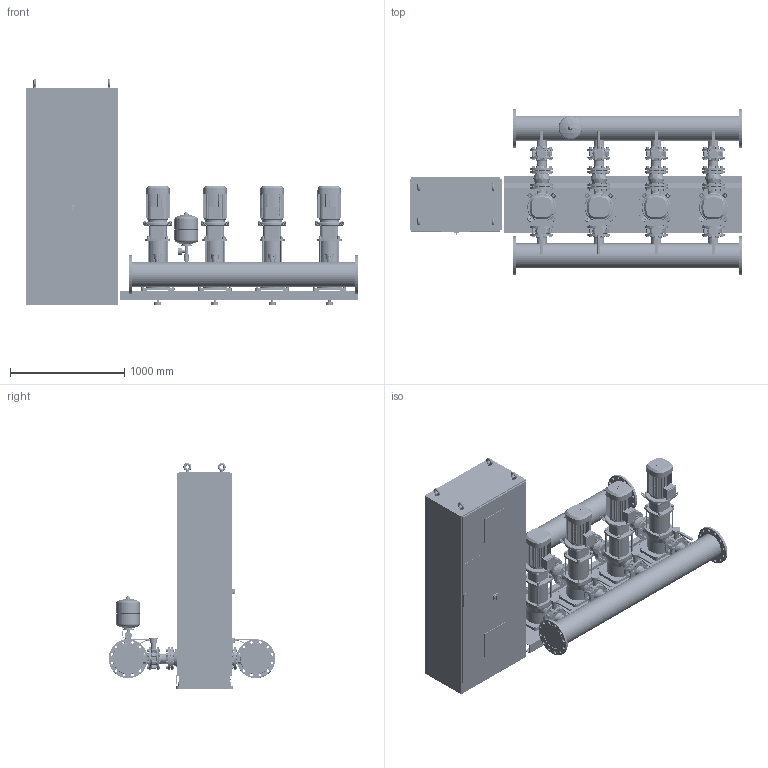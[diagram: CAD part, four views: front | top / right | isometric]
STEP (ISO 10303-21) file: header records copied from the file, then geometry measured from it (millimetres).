
FILE_DESCRIPTION((''),'2;1');
FILE_NAME('3d_SiBoostSmartFC4HELIXV5202_2-2540864.stp','2017-09-26T09:42:59',(''),(''),'Mechanical Desktop 2009','Mechanical Desktop 2009',', , ');
FILE_SCHEMA(('CONFIG_CONTROL_DESIGN'));
Length unit declared in the file: millimetre
Products named in the file (1): Product
Bounding box: 2900 x 1456 x 1975 mm (x, y, z)
Volume: 1063141125.1 mm3; surface area: 26434790.4 mm2
Topology: 382 solids, 382 shells, 10310 faces, 25378 edges, 16371 vertices
Faces by surface type: bspline 4104, plane 2806, cylinder 2470, torus 516, cone 344, sphere 70
Entity records: 345327 total; most frequent: CARTESIAN_POINT 107614, ORIENTED_EDGE 50620, DIRECTION 46412, EDGE_CURVE 25310, VERTEX_POINT 16366, AXIS2_PLACEMENT_3D 16139, VECTOR 14134, LINE 14134
